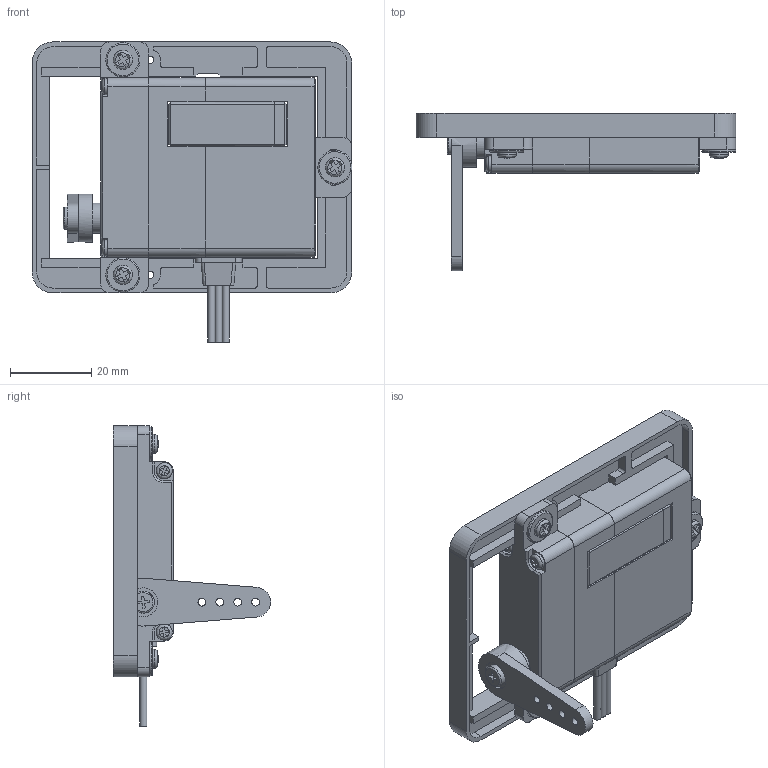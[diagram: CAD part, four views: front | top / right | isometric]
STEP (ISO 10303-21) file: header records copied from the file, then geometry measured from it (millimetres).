
FILE_DESCRIPTION(('FreeCAD Model'),'2;1');
FILE_NAME('Open CASCADE Shape Model','2025-04-26T16:25:26',('FreeCAD'),( 'FreeCAD'),'Open CASCADE STEP processor 7.6','FreeCAD','Unknown');
FILE_SCHEMA(('AUTOMOTIVE_DESIGN { 1 0 10303 214 1 1 1 1 }'));
Products named in the file (1): Open CASCADE STEP translator 7.6 1
Bounding box: 78.77 x 38.69 x 73.9 mm (x, y, z)
Volume: 45036.1 mm3; surface area: 24805 mm2
Topology: 14 solids, 14 shells, 524 faces, 1373 edges, 893 vertices
Faces by surface type: bspline 524
Entity records: 36743 total; most frequent: CARTESIAN_POINT 28717, ORIENTED_EDGE 2722, EDGE_CURVE 1361, B_SPLINE_CURVE_WITH_KNOTS 969, VERTEX_POINT 893, FACE_BOUND 596, EDGE_LOOP 596, ADVANCED_FACE 524
